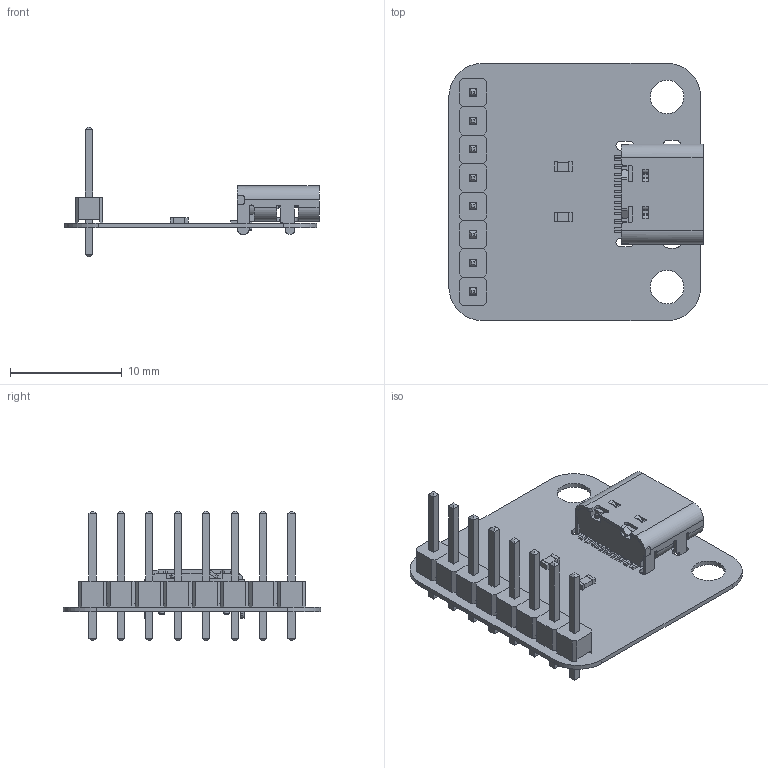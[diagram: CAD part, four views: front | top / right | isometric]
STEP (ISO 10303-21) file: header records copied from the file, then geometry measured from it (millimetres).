
FILE_DESCRIPTION(('Open CASCADE Model'),'2;1');
FILE_NAME('Open CASCADE Shape Model','2023-05-25T10:29:25',('Author'),( 'Open CASCADE'),'Open CASCADE STEP processor 7.5','Open CASCADE 7.5' ,'Unknown');
FILE_SCHEMA(('AUTOMOTIVE_DESIGN { 1 0 10303 214 1 1 1 1 }'));
Length unit declared in the file: millimetre
Products named in the file (13): PCB; Board; Open CASCADE STEP translator 7.5 1.1.1; USB; TYPE-C-31-M-12--3DModel-STEP-56544; TYPE-C-31-M-12; R2; SW3DPS-RESISTOR 0603-DEFAULT; R1; P1; User Library-Header_Male_8Pin; PinArray; BodyArray
Assembly tree (13 placements, depth 4):
  PCB
    Board
      Open CASCADE STEP translator 7.5 1.1.1
    USB
      TYPE-C-31-M-12--3DModel-STEP-56544
        TYPE-C-31-M-12
    R2
      SW3DPS-RESISTOR 0603-DEFAULT
    R1
      SW3DPS-RESISTOR 0603-DEFAULT
    P1
      User Library-Header_Male_8Pin
        PinArray
        BodyArray
Bounding box: 22.71 x 23 x 11.54 mm (x, y, z)
Volume: 445.8 mm3; surface area: 2101.6 mm2
Topology: 61 solids, 61 shells, 1015 faces, 2427 edges, 1546 vertices
Faces by surface type: plane 851, cylinder 144, cone 20
Full cylindrical faces by diameter (mm): 0.75 x2, 1 x8, 3 x2
Entity records: 30905 total; most frequent: CARTESIAN_POINT 5206, ORIENTED_EDGE 4782, DIRECTION 4609, EDGE_CURVE 2391, LINE 2047, VECTOR 2047, VERTEX_POINT 1522, AXIS2_PLACEMENT_3D 1281
